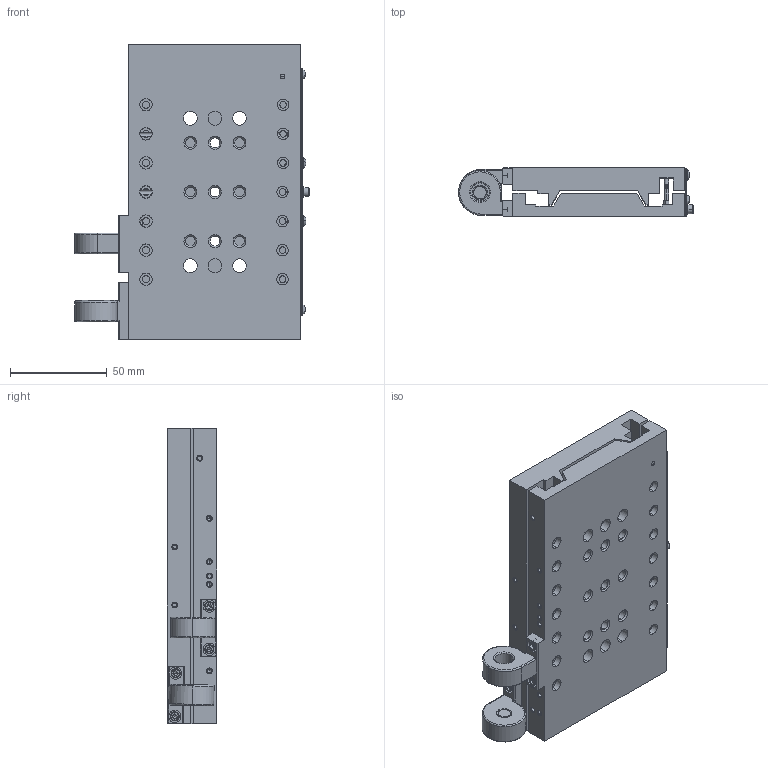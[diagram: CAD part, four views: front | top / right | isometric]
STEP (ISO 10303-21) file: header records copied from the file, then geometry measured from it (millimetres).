
FILE_DESCRIPTION((''),'2;1');
FILE_NAME('436','2022-05-05T16:55:48',('Administrator'),(''),'CREO PARAMETRIC BY PTC INC, 2019030','CREO PARAMETRIC BY PTC INC, 2019030','');
FILE_SCHEMA(('AUTOMOTIVE_DESIGN { 1 0 10303 214 1 1 1 1 }'));
Length unit declared in the file: inch
Products named in the file (1): 436
Bounding box: 121.36 x 25.46 x 152.4 mm (x, y, z)
Volume: 287875 mm3; surface area: 94323.6 mm2
Topology: 1 solids, 8 shells, 1478 faces, 3886 edges, 2410 vertices
Faces by surface type: plane 620, cylinder 400, cone 335, extrusion 57, torus 46, sphere 12, bspline 8
Entity records: 59957 total; most frequent: CARTESIAN_POINT 11741, DIRECTION 7751, ORIENTED_EDGE 7544, PRESENTATION_STYLE_ASSIGNMENT 3776, STYLED_ITEM 3776, CURVE_STYLE 3774, EDGE_CURVE 3774, AXIS2_PLACEMENT_3D 2742
